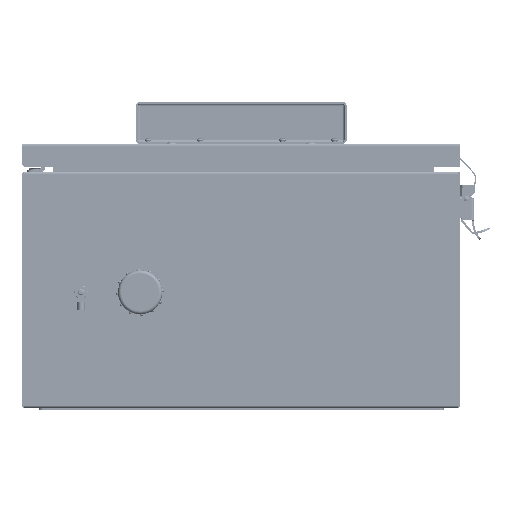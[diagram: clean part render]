
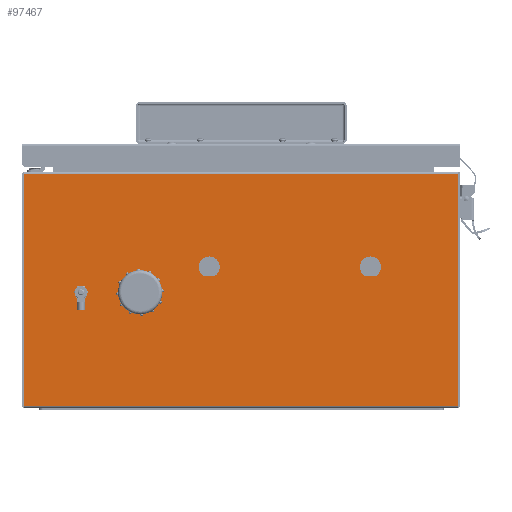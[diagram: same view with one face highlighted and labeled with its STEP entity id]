
A CAD part, front view. The second image highlights one B-rep face of the part: STEP entity #97467.
In plain terms, the highlighted planar face has unit normal (0, -1, 0).
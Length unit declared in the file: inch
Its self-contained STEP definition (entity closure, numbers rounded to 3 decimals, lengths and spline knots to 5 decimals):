
#547 = ORIENTED_EDGE ( 'NONE', *, *, #23251, .F. ) ;
#2906 = EDGE_CURVE ( 'NONE', #73341, #49170, #107777, .T. ) ;
#6128 = EDGE_CURVE ( 'NONE', #127197, #53881, #72687, .T. ) ;
#6980 = CARTESIAN_POINT ( 'NONE',  ( -3., -7.25, 3.81 ) ) ;
#7761 = EDGE_LOOP ( 'NONE', ( #56789, #547, #87715, #116943 ) ) ;
#9571 = ORIENTED_EDGE ( 'NONE', *, *, #66817, .F. ) ;
#9911 = VERTEX_POINT ( 'NONE', #6980 ) ;
#10894 = CIRCLE ( 'NONE', #131014, 0.102 ) ;
#12977 = DIRECTION ( 'NONE',  ( 0., 0., -1. ) ) ;
#15659 = FACE_BOUND ( 'NONE', #46930, .T. ) ;
#16195 = CARTESIAN_POINT ( 'NONE',  ( -6.435, -7.25, 6.875 ) ) ;
#18009 = VERTEX_POINT ( 'NONE', #38477 ) ;
#18380 = DIRECTION ( 'NONE',  ( 1., 0., 0. ) ) ;
#19190 = FACE_BOUND ( 'NONE', #74780, .T. ) ;
#21415 = VECTOR ( 'NONE', #143628, 39.37008 ) ;
#21861 = DIRECTION ( 'NONE',  ( 0., -1., 0. ) ) ;
#22389 = VERTEX_POINT ( 'NONE', #131063 ) ;
#23159 = VERTEX_POINT ( 'NONE', #35165 ) ;
#23187 = CARTESIAN_POINT ( 'NONE',  ( 3.66518, -7.25, 3.8495 ) ) ;
#23251 = EDGE_CURVE ( 'NONE', #23159, #65117, #103318, .T. ) ;
#25427 = EDGE_CURVE ( 'NONE', #18009, #38769, #10894, .T. ) ;
#27267 = DIRECTION ( 'NONE',  ( -1., 0., 0. ) ) ;
#28054 = DIRECTION ( 'NONE',  ( 0., -1., 0. ) ) ;
#28662 = CARTESIAN_POINT ( 'NONE',  ( -6.435, -7.25, 0.005 ) ) ;
#32693 = EDGE_LOOP ( 'NONE', ( #66236, #94761 ) ) ;
#32853 = EDGE_CURVE ( 'NONE', #49170, #23159, #96398, .T. ) ;
#33146 = EDGE_CURVE ( 'NONE', #38769, #18009, #52299, .T. ) ;
#34934 = EDGE_LOOP ( 'NONE', ( #71165, #67420 ) ) ;
#35165 = CARTESIAN_POINT ( 'NONE',  ( 6.435, -7.25, 0.005 ) ) ;
#38087 = CARTESIAN_POINT ( 'NONE',  ( 6.435, -7.25, 0.005 ) ) ;
#38477 = CARTESIAN_POINT ( 'NONE',  ( -4.75, -7.25, 3.467 ) ) ;
#38769 = VERTEX_POINT ( 'NONE', #107976 ) ;
#39832 = DIRECTION ( 'NONE',  ( 0., 0., -1. ) ) ;
#39843 = VECTOR ( 'NONE', #27267, 39.37008 ) ;
#42756 = VECTOR ( 'NONE', #18380, 39.37008 ) ;
#43282 = ORIENTED_EDGE ( 'NONE', *, *, #63169, .F. ) ;
#43752 = ORIENTED_EDGE ( 'NONE', *, *, #57504, .F. ) ;
#43999 = CARTESIAN_POINT ( 'NONE',  ( 3.83, -7.25, 4.115 ) ) ;
#44985 = DIRECTION ( 'NONE',  ( 0., 0., 1. ) ) ;
#45206 = VERTEX_POINT ( 'NONE', #61517 ) ;
#46930 = EDGE_LOOP ( 'NONE', ( #66072, #9571 ) ) ;
#48575 = VECTOR ( 'NONE', #101965, 39.37008 ) ;
#49170 = VERTEX_POINT ( 'NONE', #108102 ) ;
#51070 = CARTESIAN_POINT ( 'NONE',  ( -4.75, -7.25, 3.365 ) ) ;
#52029 = DIRECTION ( 'NONE',  ( 0., -1., 0. ) ) ;
#52124 = AXIS2_PLACEMENT_3D ( 'NONE', #97292, #118597, #129960 ) ;
#52299 = CIRCLE ( 'NONE', #83845, 0.102 ) ;
#53402 = CARTESIAN_POINT ( 'NONE',  ( 0., -7.25, 6.875 ) ) ;
#53750 = CARTESIAN_POINT ( 'NONE',  ( 6.435, -7.25, 0. ) ) ;
#53881 = VERTEX_POINT ( 'NONE', #55328 ) ;
#54864 = PLANE ( 'NONE',  #115762 ) ;
#55328 = CARTESIAN_POINT ( 'NONE',  ( -0.78518, -7.25, 3.8495 ) ) ;
#56789 = ORIENTED_EDGE ( 'NONE', *, *, #68370, .F. ) ;
#57504 = EDGE_CURVE ( 'NONE', #45206, #22389, #90545, .T. ) ;
#61517 = CARTESIAN_POINT ( 'NONE',  ( 3.99482, -7.25, 3.8495 ) ) ;
#63169 = EDGE_CURVE ( 'NONE', #22389, #45206, #138575, .T. ) ;
#65117 = VERTEX_POINT ( 'NONE', #28662 ) ;
#65167 = CARTESIAN_POINT ( 'NONE',  ( -0.78518, -7.25, 3.8495 ) ) ;
#66072 = ORIENTED_EDGE ( 'NONE', *, *, #80037, .F. ) ;
#66236 = ORIENTED_EDGE ( 'NONE', *, *, #6128, .F. ) ;
#66457 = VECTOR ( 'NONE', #74478, 39.37008 ) ;
#66817 = EDGE_CURVE ( 'NONE', #9911, #123135, #125577, .T. ) ;
#67420 = ORIENTED_EDGE ( 'NONE', *, *, #25427, .F. ) ;
#68370 = EDGE_CURVE ( 'NONE', #65117, #73341, #108989, .T. ) ;
#71165 = ORIENTED_EDGE ( 'NONE', *, *, #33146, .F. ) ;
#72687 = LINE ( 'NONE', #65167, #42756 ) ;
#72728 = DIRECTION ( 'NONE',  ( 0., 0., -1. ) ) ;
#73341 = VERTEX_POINT ( 'NONE', #16195 ) ;
#74478 = DIRECTION ( 'NONE',  ( 0., 0., -1. ) ) ;
#74565 = DIRECTION ( 'NONE',  ( 0., 1., 0. ) ) ;
#74780 = EDGE_LOOP ( 'NONE', ( #43282, #43752 ) ) ;
#79285 = CIRCLE ( 'NONE', #122568, 0.3125 ) ;
#80037 = EDGE_CURVE ( 'NONE', #123135, #9911, #99736, .T. ) ;
#82818 = AXIS2_PLACEMENT_3D ( 'NONE', #43999, #21861, #12977 ) ;
#83412 = DIRECTION ( 'NONE',  ( 0., -1., 0. ) ) ;
#83845 = AXIS2_PLACEMENT_3D ( 'NONE', #94291, #83412, #117018 ) ;
#83906 = CARTESIAN_POINT ( 'NONE',  ( -6.435, -7.25, 0. ) ) ;
#86168 = FACE_BOUND ( 'NONE', #34934, .T. ) ;
#87399 = DIRECTION ( 'NONE',  ( 0., 0., -1. ) ) ;
#87715 = ORIENTED_EDGE ( 'NONE', *, *, #32853, .F. ) ;
#90545 = CIRCLE ( 'NONE', #82818, 0.3125 ) ;
#91438 = FACE_OUTER_BOUND ( 'NONE', #7761, .T. ) ;
#94071 = CARTESIAN_POINT ( 'NONE',  ( -0.95, -7.25, 4.115 ) ) ;
#94291 = CARTESIAN_POINT ( 'NONE',  ( -4.75, -7.25, 3.365 ) ) ;
#94761 = ORIENTED_EDGE ( 'NONE', *, *, #126310, .F. ) ;
#95274 = DIRECTION ( 'NONE',  ( 0., 0., 1. ) ) ;
#95346 = AXIS2_PLACEMENT_3D ( 'NONE', #98192, #111059, #87399 ) ;
#96398 = LINE ( 'NONE', #53750, #66457 ) ;
#97292 = CARTESIAN_POINT ( 'NONE',  ( -3., -7.25, 3.365 ) ) ;
#97467 = ADVANCED_FACE ( 'NONE', ( #128577, #19190, #15659, #86168, #91438 ), #54864, .F. ) ;
#98192 = CARTESIAN_POINT ( 'NONE',  ( -3., -7.25, 3.365 ) ) ;
#99736 = CIRCLE ( 'NONE', #52124, 0.445 ) ;
#100687 = CARTESIAN_POINT ( 'NONE',  ( 0., -7.25, 0. ) ) ;
#101965 = DIRECTION ( 'NONE',  ( 1., 0., 0. ) ) ;
#103318 = LINE ( 'NONE', #38087, #39843 ) ;
#107777 = LINE ( 'NONE', #53402, #21415 ) ;
#107976 = CARTESIAN_POINT ( 'NONE',  ( -4.75, -7.25, 3.263 ) ) ;
#108102 = CARTESIAN_POINT ( 'NONE',  ( 6.435, -7.25, 6.875 ) ) ;
#108989 = LINE ( 'NONE', #83906, #117790 ) ;
#111059 = DIRECTION ( 'NONE',  ( 0., -1., 0. ) ) ;
#115762 = AXIS2_PLACEMENT_3D ( 'NONE', #100687, #74565, #44985 ) ;
#116943 = ORIENTED_EDGE ( 'NONE', *, *, #2906, .F. ) ;
#117018 = DIRECTION ( 'NONE',  ( 0., 0., -1. ) ) ;
#117790 = VECTOR ( 'NONE', #95274, 39.37008 ) ;
#118597 = DIRECTION ( 'NONE',  ( 0., -1., 0. ) ) ;
#122568 = AXIS2_PLACEMENT_3D ( 'NONE', #94071, #28054, #39832 ) ;
#123135 = VERTEX_POINT ( 'NONE', #132286 ) ;
#125577 = CIRCLE ( 'NONE', #95346, 0.445 ) ;
#126310 = EDGE_CURVE ( 'NONE', #53881, #127197, #79285, .T. ) ;
#127197 = VERTEX_POINT ( 'NONE', #132359 ) ;
#128577 = FACE_BOUND ( 'NONE', #32693, .T. ) ;
#129960 = DIRECTION ( 'NONE',  ( 0., 0., -1. ) ) ;
#131014 = AXIS2_PLACEMENT_3D ( 'NONE', #51070, #52029, #72728 ) ;
#131063 = CARTESIAN_POINT ( 'NONE',  ( 3.66518, -7.25, 3.8495 ) ) ;
#132286 = CARTESIAN_POINT ( 'NONE',  ( -3., -7.25, 2.92 ) ) ;
#132359 = CARTESIAN_POINT ( 'NONE',  ( -1.11482, -7.25, 3.8495 ) ) ;
#138575 = LINE ( 'NONE', #23187, #48575 ) ;
#143628 = DIRECTION ( 'NONE',  ( 1., 0., 0. ) ) ;
